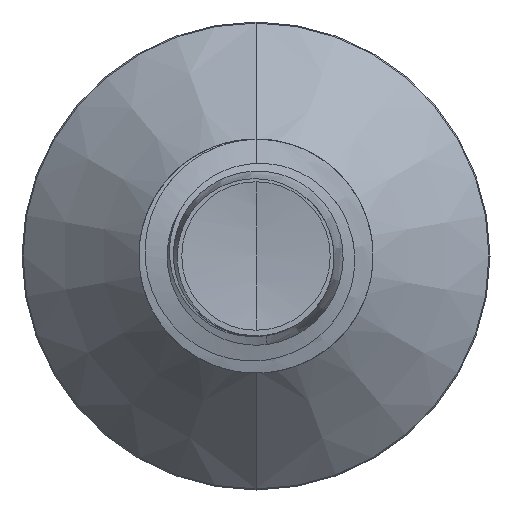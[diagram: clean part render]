
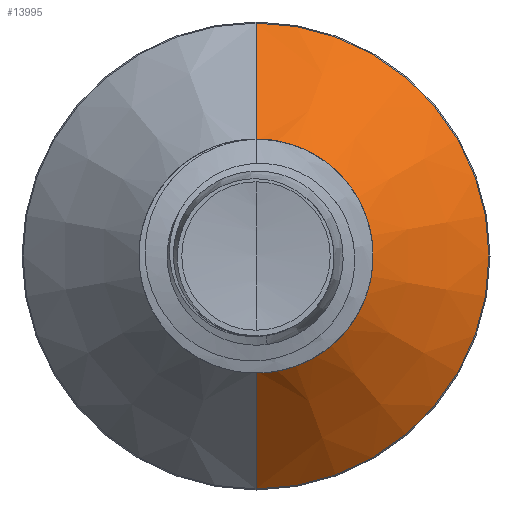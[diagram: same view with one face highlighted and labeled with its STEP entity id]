
A CAD part, front view. The second image highlights one B-rep face of the part: STEP entity #13995.
In plain terms, the highlighted conical face has half-angle 45 degrees and reference radius 1.08 mm.
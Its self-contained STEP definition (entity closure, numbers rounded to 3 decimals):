
#94 = FACE_OUTER_BOUND ( 'NONE', #14659, .T. ) ;
#161 = EDGE_CURVE ( 'NONE', #2936, #806, #12413, .T. ) ;
#740 = DIRECTION ( 'NONE',  ( 0., 1., 0. ) ) ;
#806 = VERTEX_POINT ( 'NONE', #10950 ) ;
#1332 = LINE ( 'NONE', #14022, #9664 ) ;
#1502 = EDGE_CURVE ( 'NONE', #6716, #2936, #6315, .T. ) ;
#1745 = ORIENTED_EDGE ( 'NONE', *, *, #161, .T. ) ;
#2283 = ORIENTED_EDGE ( 'NONE', *, *, #1502, .T. ) ;
#2936 = VERTEX_POINT ( 'NONE', #19162 ) ;
#4251 = CARTESIAN_POINT ( 'NONE',  ( 0., 6.03, 1.08 ) ) ;
#4695 = DIRECTION ( 'NONE',  ( 0., 0.707, 0.707 ) ) ;
#5739 = AXIS2_PLACEMENT_3D ( 'NONE', #14790, #740, #16402 ) ;
#5971 = AXIS2_PLACEMENT_3D ( 'NONE', #8901, #19712, #10489 ) ;
#6315 = CIRCLE ( 'NONE', #11766, 1.08 ) ;
#6716 = VERTEX_POINT ( 'NONE', #4251 ) ;
#8478 = CIRCLE ( 'NONE', #5971, 2.19 ) ;
#8535 = ORIENTED_EDGE ( 'NONE', *, *, #14587, .F. ) ;
#8901 = CARTESIAN_POINT ( 'NONE',  ( 0., 7.14, 0. ) ) ;
#9242 = EDGE_CURVE ( 'NONE', #18088, #806, #8478, .T. ) ;
#9664 = VECTOR ( 'NONE', #4695, 1000. ) ;
#9824 = CARTESIAN_POINT ( 'NONE',  ( 0., 6.03, -1.08 ) ) ;
#10489 = DIRECTION ( 'NONE',  ( 0., 0., 1. ) ) ;
#10722 = DIRECTION ( 'NONE',  ( 0., 0., 1. ) ) ;
#10950 = CARTESIAN_POINT ( 'NONE',  ( 0., 7.14, -2.19 ) ) ;
#11486 = ORIENTED_EDGE ( 'NONE', *, *, #9242, .F. ) ;
#11766 = AXIS2_PLACEMENT_3D ( 'NONE', #12599, #17156, #10722 ) ;
#12413 = LINE ( 'NONE', #9824, #16516 ) ;
#12599 = CARTESIAN_POINT ( 'NONE',  ( 0., 6.03, 0. ) ) ;
#13210 = CARTESIAN_POINT ( 'NONE',  ( 0., 7.14, 2.19 ) ) ;
#13995 = ADVANCED_FACE ( 'NONE', ( #94 ), #14765, .T. ) ;
#14022 = CARTESIAN_POINT ( 'NONE',  ( 0., 6.03, 1.08 ) ) ;
#14587 = EDGE_CURVE ( 'NONE', #6716, #18088, #1332, .T. ) ;
#14659 = EDGE_LOOP ( 'NONE', ( #2283, #1745, #11486, #8535 ) ) ;
#14765 = CONICAL_SURFACE ( 'NONE', #5739, 1.08, 0.785 ) ;
#14790 = CARTESIAN_POINT ( 'NONE',  ( 0., 6.03, 0. ) ) ;
#16402 = DIRECTION ( 'NONE',  ( 0., 0., 1. ) ) ;
#16516 = VECTOR ( 'NONE', #18440, 1000. ) ;
#17156 = DIRECTION ( 'NONE',  ( 0., 1., 0. ) ) ;
#18088 = VERTEX_POINT ( 'NONE', #13210 ) ;
#18440 = DIRECTION ( 'NONE',  ( 0., 0.707, -0.707 ) ) ;
#19162 = CARTESIAN_POINT ( 'NONE',  ( 0., 6.03, -1.08 ) ) ;
#19712 = DIRECTION ( 'NONE',  ( 0., 1., 0. ) ) ;
